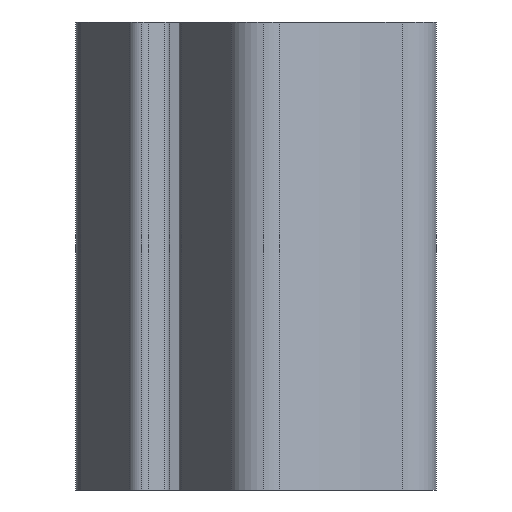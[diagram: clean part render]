
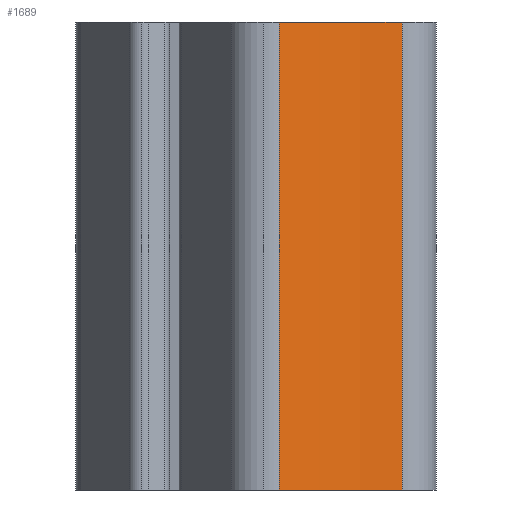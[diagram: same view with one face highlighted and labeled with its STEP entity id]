
A CAD part, left-side view. The second image highlights one B-rep face of the part: STEP entity #1689.
In plain terms, the highlighted cylindrical face has radius 40 mm (diameter 80 mm), a partial arc.
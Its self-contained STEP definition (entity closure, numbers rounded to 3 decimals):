
#48 = CARTESIAN_POINT ( 'NONE',  ( -18.121, -11.893, 25. ) ) ;
#100 = FACE_OUTER_BOUND ( 'NONE', #454, .T. ) ;
#248 = DIRECTION ( 'NONE',  ( 1., 0., 0. ) ) ;
#273 = ORIENTED_EDGE ( 'NONE', *, *, #2795, .F. ) ;
#347 = VECTOR ( 'NONE', #1078, 1000. ) ;
#359 = DIRECTION ( 'NONE',  ( 0., 0., -1. ) ) ;
#454 = EDGE_LOOP ( 'NONE', ( #3883, #273, #835, #3295 ) ) ;
#825 = CARTESIAN_POINT ( 'NONE',  ( -18.121, -11.893, 25. ) ) ;
#835 = ORIENTED_EDGE ( 'NONE', *, *, #3138, .F. ) ;
#1078 = DIRECTION ( 'NONE',  ( 0., 0., -1. ) ) ;
#1181 = DIRECTION ( 'NONE',  ( 1., 0., 0. ) ) ;
#1403 = VERTEX_POINT ( 'NONE', #1406 ) ;
#1406 = CARTESIAN_POINT ( 'NONE',  ( -21.64, 1.239, 25. ) ) ;
#1432 = LINE ( 'NONE', #825, #347 ) ;
#1441 = CARTESIAN_POINT ( 'NONE',  ( -57.956, -15.529, 25. ) ) ;
#1464 = AXIS2_PLACEMENT_3D ( 'NONE', #1441, #3890, #248 ) ;
#1468 = VECTOR ( 'NONE', #2897, 1000. ) ;
#1558 = CYLINDRICAL_SURFACE ( 'NONE', #2658, 40. ) ;
#1640 = CIRCLE ( 'NONE', #1464, 40. ) ;
#1688 = LINE ( 'NONE', #3241, #1468 ) ;
#1689 = ADVANCED_FACE ( 'NONE', ( #100 ), #1558, .F. ) ;
#1955 = EDGE_CURVE ( 'NONE', #2936, #2812, #2901, .T. ) ;
#2080 = CARTESIAN_POINT ( 'NONE',  ( -57.956, -15.529, -25. ) ) ;
#2107 = CARTESIAN_POINT ( 'NONE',  ( -21.64, 1.239, -25. ) ) ;
#2161 = CARTESIAN_POINT ( 'NONE',  ( -57.956, -15.529, 25. ) ) ;
#2658 = AXIS2_PLACEMENT_3D ( 'NONE', #2161, #359, #3058 ) ;
#2769 = AXIS2_PLACEMENT_3D ( 'NONE', #2080, #3287, #1181 ) ;
#2795 = EDGE_CURVE ( 'NONE', #2942, #2812, #1432, .T. ) ;
#2812 = VERTEX_POINT ( 'NONE', #3862 ) ;
#2897 = DIRECTION ( 'NONE',  ( 0., 0., -1. ) ) ;
#2901 = CIRCLE ( 'NONE', #2769, 40. ) ;
#2936 = VERTEX_POINT ( 'NONE', #2107 ) ;
#2942 = VERTEX_POINT ( 'NONE', #48 ) ;
#3058 = DIRECTION ( 'NONE',  ( -1., 0., 0. ) ) ;
#3138 = EDGE_CURVE ( 'NONE', #1403, #2942, #1640, .T. ) ;
#3241 = CARTESIAN_POINT ( 'NONE',  ( -21.64, 1.239, 25. ) ) ;
#3287 = DIRECTION ( 'NONE',  ( 0., 0., -1. ) ) ;
#3295 = ORIENTED_EDGE ( 'NONE', *, *, #3496, .T. ) ;
#3496 = EDGE_CURVE ( 'NONE', #1403, #2936, #1688, .T. ) ;
#3862 = CARTESIAN_POINT ( 'NONE',  ( -18.121, -11.893, -25. ) ) ;
#3883 = ORIENTED_EDGE ( 'NONE', *, *, #1955, .T. ) ;
#3890 = DIRECTION ( 'NONE',  ( 0., 0., -1. ) ) ;
